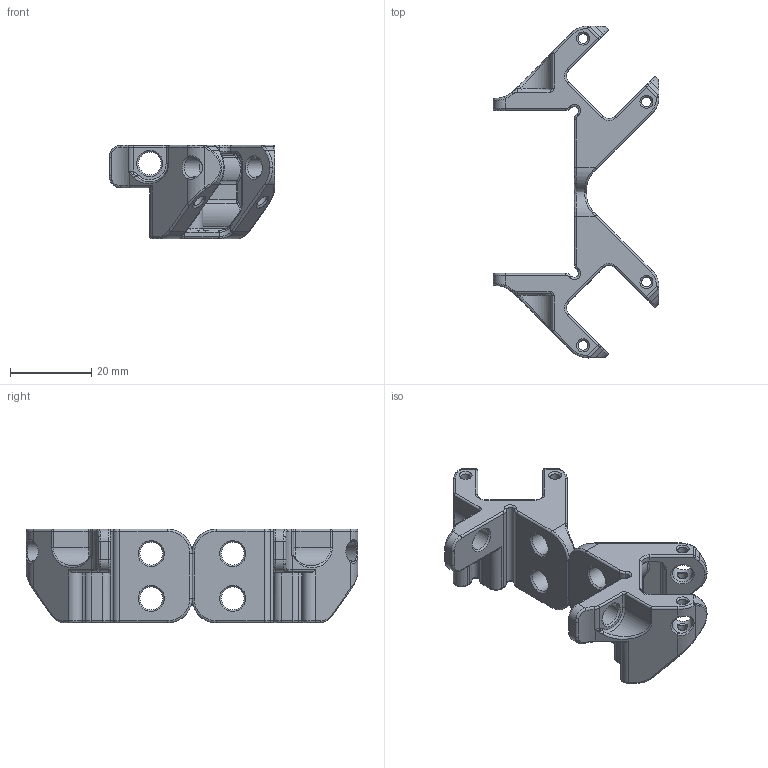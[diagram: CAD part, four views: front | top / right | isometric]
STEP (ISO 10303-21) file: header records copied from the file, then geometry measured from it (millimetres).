
FILE_DESCRIPTION(/* description */ (''),/* implementation_level */ '2;1');
FILE_NAME(/* name */ 'MP_DooKi3_SLM_Z_Idler_Front_V5.step',/* time_stamp */ '2024-08-19T12:57:33-04:00',/* author */ (''),/* organization */ (''),/* preprocessor_version */ 'ST-DEVELOPER v20',/* originating_system */ 'Autodesk Translation Framework v13.14.0.145',/* authorisation */ '');
FILE_SCHEMA (('AUTOMOTIVE_DESIGN { 1 0 10303 214 3 1 1 }'));
Length unit declared in the file: millimetre
Products named in the file (1): MP_DooKi3_SLM_Z_Idler_Front_V5
Bounding box: 40.75 x 81.5 x 23 mm (x, y, z)
Volume: 10747.2 mm3; surface area: 10214.3 mm2
Topology: 2 solids, 10 shells, 756 faces, 1756 edges, 1008 vertices
Faces by surface type: cylinder 284, bspline 186, torus 136, plane 116, cone 26, sphere 8
Full cylindrical faces by diameter (mm): 2.4 x8, 5 x4, 5.6 x6
Entity records: 28255 total; most frequent: CARTESIAN_POINT 11505, DIRECTION 3570, ORIENTED_EDGE 3488, EDGE_CURVE 1744, AXIS2_PLACEMENT_3D 1503, VERTEX_POINT 1008, CIRCLE 830, EDGE_LOOP 792
